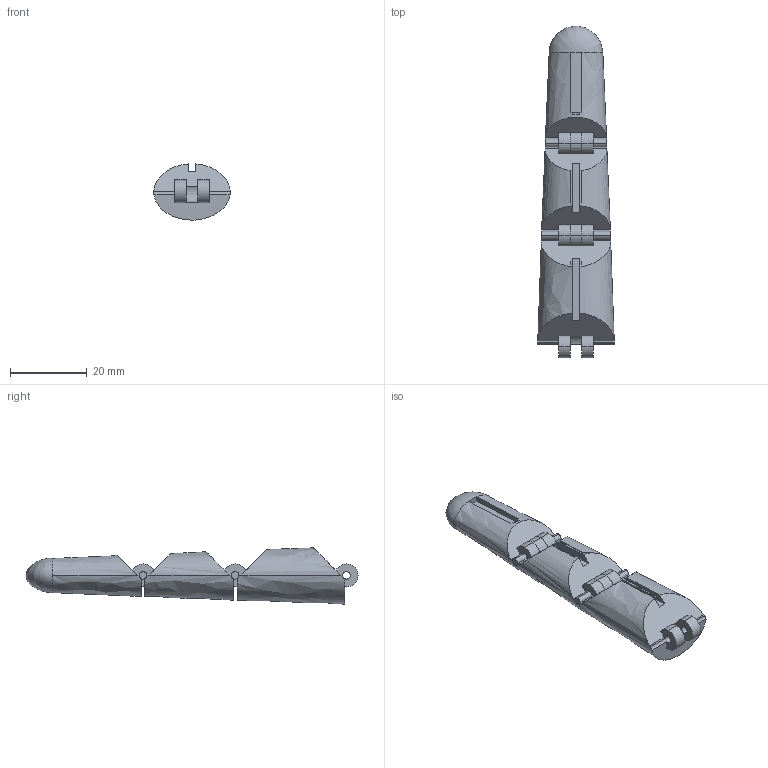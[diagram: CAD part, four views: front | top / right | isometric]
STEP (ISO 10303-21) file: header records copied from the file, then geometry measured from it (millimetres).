
FILE_DESCRIPTION (( 'STEP AP214' ), '1' );
FILE_NAME ('finger 2.STEP', '2025-11-24T19:35:13', ( '' ), ( '' ), 'SwSTEP 2.0', 'SolidWorks 2023', '' );
FILE_SCHEMA (( 'AUTOMOTIVE_DESIGN' ));
Length unit declared in the file: centimetre
Products named in the file (1): finger 2
Bounding box: 19.96 x 86.5 x 14.66 mm (x, y, z)
Volume: 11181.2 mm3; surface area: 5261.9 mm2
Topology: 5 solids, 5 shells, 137 faces, 387 edges, 252 vertices
Faces by surface type: plane 73, cylinder 55, bspline 9
Entity records: 6947 total; most frequent: CARTESIAN_POINT 3384, ORIENTED_EDGE 770, DIRECTION 683, EDGE_CURVE 385, VERTEX_POINT 252, AXIS2_PLACEMENT_3D 241, LINE 201, VECTOR 201
